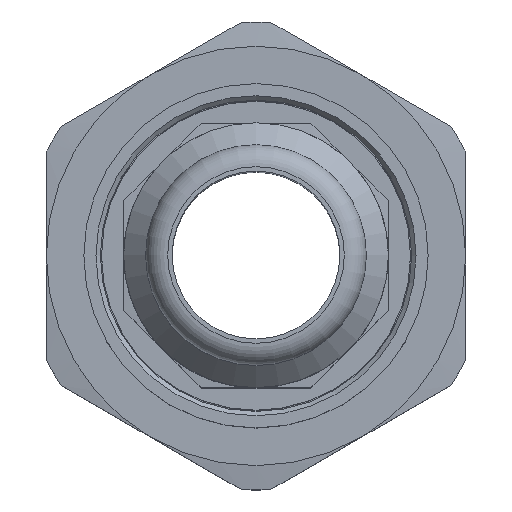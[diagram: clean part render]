
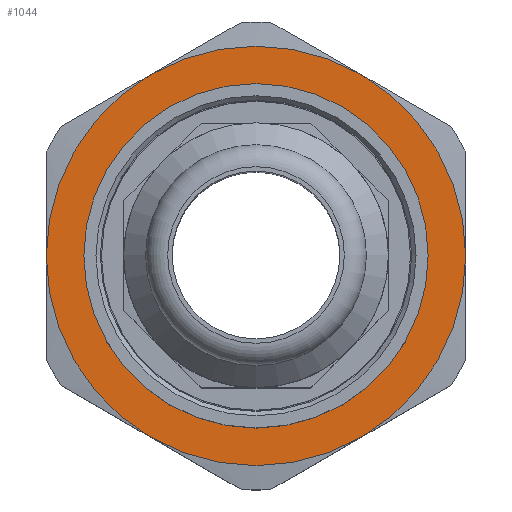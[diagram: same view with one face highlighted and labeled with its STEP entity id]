
A CAD part, top view. The second image highlights one B-rep face of the part: STEP entity #1044.
In plain terms, the highlighted planar face has unit normal (0, 0, 1).
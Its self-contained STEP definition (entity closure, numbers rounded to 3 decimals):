
#67=FACE_BOUND('',#183,.T.);
#74=PLANE('',#1136);
#115=FACE_OUTER_BOUND('',#182,.T.);
#182=EDGE_LOOP('',(#693,#694,#695,#696,#697,#698));
#183=EDGE_LOOP('',(#699));
#326=CIRCLE('',#1135,7.8);
#327=CIRCLE('',#1137,9.5);
#328=CIRCLE('',#1138,9.5);
#329=CIRCLE('',#1139,9.5);
#330=CIRCLE('',#1140,9.5);
#331=CIRCLE('',#1141,9.5);
#332=CIRCLE('',#1142,9.5);
#407=VERTEX_POINT('',#1623);
#408=VERTEX_POINT('',#1627);
#409=VERTEX_POINT('',#1628);
#410=VERTEX_POINT('',#1630);
#411=VERTEX_POINT('',#1632);
#412=VERTEX_POINT('',#1634);
#413=VERTEX_POINT('',#1636);
#518=EDGE_CURVE('',#407,#407,#326,.T.);
#519=EDGE_CURVE('',#408,#409,#327,.T.);
#520=EDGE_CURVE('',#409,#410,#328,.T.);
#521=EDGE_CURVE('',#410,#411,#329,.T.);
#522=EDGE_CURVE('',#411,#412,#330,.T.);
#523=EDGE_CURVE('',#412,#413,#331,.T.);
#524=EDGE_CURVE('',#413,#408,#332,.T.);
#693=ORIENTED_EDGE('',*,*,#519,.T.);
#694=ORIENTED_EDGE('',*,*,#520,.T.);
#695=ORIENTED_EDGE('',*,*,#521,.T.);
#696=ORIENTED_EDGE('',*,*,#522,.T.);
#697=ORIENTED_EDGE('',*,*,#523,.T.);
#698=ORIENTED_EDGE('',*,*,#524,.T.);
#699=ORIENTED_EDGE('',*,*,#518,.T.);
#1044=ADVANCED_FACE('',(#115,#67),#74,.T.);
#1135=AXIS2_PLACEMENT_3D('',#1625,#1298,#1299);
#1136=AXIS2_PLACEMENT_3D('',#1626,#1300,#1301);
#1137=AXIS2_PLACEMENT_3D('',#1629,#1302,#1303);
#1138=AXIS2_PLACEMENT_3D('',#1631,#1304,#1305);
#1139=AXIS2_PLACEMENT_3D('',#1633,#1306,#1307);
#1140=AXIS2_PLACEMENT_3D('',#1635,#1308,#1309);
#1141=AXIS2_PLACEMENT_3D('',#1637,#1310,#1311);
#1142=AXIS2_PLACEMENT_3D('',#1638,#1312,#1313);
#1298=DIRECTION('center_axis',(0.,0.,-1.));
#1299=DIRECTION('ref_axis',(-1.,0.,0.));
#1300=DIRECTION('center_axis',(0.,0.,1.));
#1301=DIRECTION('ref_axis',(1.,0.,0.));
#1302=DIRECTION('center_axis',(0.,0.,1.));
#1303=DIRECTION('ref_axis',(0.,1.,0.));
#1304=DIRECTION('center_axis',(0.,0.,1.));
#1305=DIRECTION('ref_axis',(0.,1.,0.));
#1306=DIRECTION('center_axis',(0.,0.,1.));
#1307=DIRECTION('ref_axis',(0.,1.,0.));
#1308=DIRECTION('center_axis',(0.,0.,1.));
#1309=DIRECTION('ref_axis',(0.,1.,0.));
#1310=DIRECTION('center_axis',(0.,0.,1.));
#1311=DIRECTION('ref_axis',(0.,1.,0.));
#1312=DIRECTION('center_axis',(0.,0.,1.));
#1313=DIRECTION('ref_axis',(0.,1.,0.));
#1623=CARTESIAN_POINT('',(7.8,0.,0.));
#1625=CARTESIAN_POINT('Origin',(0.,0.,0.));
#1626=CARTESIAN_POINT('Origin',(0.,0.,0.));
#1627=CARTESIAN_POINT('',(4.75,8.227,0.));
#1628=CARTESIAN_POINT('',(-4.75,8.227,0.));
#1629=CARTESIAN_POINT('Origin',(0.,0.,0.));
#1630=CARTESIAN_POINT('',(-9.5,0.,0.));
#1631=CARTESIAN_POINT('Origin',(0.,0.,0.));
#1632=CARTESIAN_POINT('',(-4.75,-8.227,0.));
#1633=CARTESIAN_POINT('Origin',(0.,0.,0.));
#1634=CARTESIAN_POINT('',(4.75,-8.227,0.));
#1635=CARTESIAN_POINT('Origin',(0.,0.,0.));
#1636=CARTESIAN_POINT('',(9.5,0.,0.));
#1637=CARTESIAN_POINT('Origin',(0.,0.,0.));
#1638=CARTESIAN_POINT('Origin',(0.,0.,0.));
